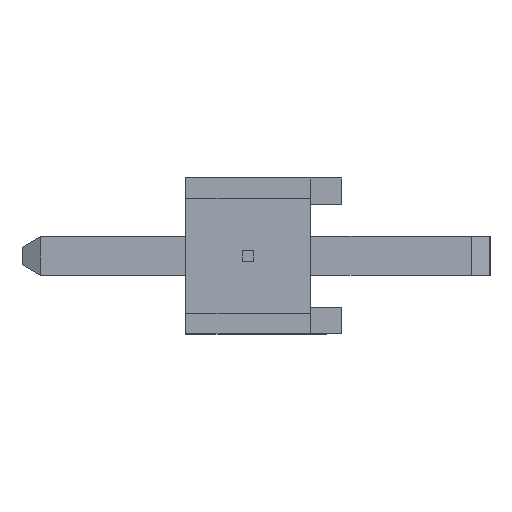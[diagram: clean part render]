
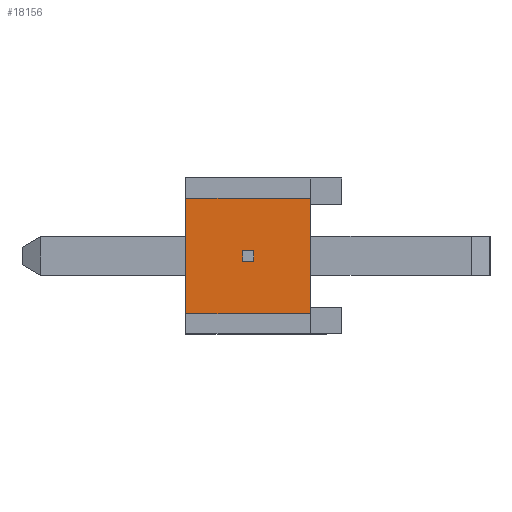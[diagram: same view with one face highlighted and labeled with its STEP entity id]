
A CAD part, left-side view. The second image highlights one B-rep face of the part: STEP entity #18156.
In plain terms, the highlighted planar face has unit normal (-1, 0, 0).
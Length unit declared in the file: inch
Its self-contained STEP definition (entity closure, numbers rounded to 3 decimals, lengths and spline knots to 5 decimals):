
#2247=ORIENTED_EDGE('',*,*,#6809,.F.);
#2248=ORIENTED_EDGE('',*,*,#6810,.F.);
#2249=ORIENTED_EDGE('',*,*,#6811,.F.);
#2250=ORIENTED_EDGE('',*,*,#6812,.F.);
#2251=ORIENTED_EDGE('',*,*,#6813,.F.);
#2252=ORIENTED_EDGE('',*,*,#6814,.F.);
#2253=ORIENTED_EDGE('',*,*,#6815,.F.);
#2254=ORIENTED_EDGE('',*,*,#6816,.F.);
#6809=EDGE_CURVE('',#8877,#8878,#11003,.T.);
#6810=EDGE_CURVE('',#8879,#8877,#11004,.T.);
#6811=EDGE_CURVE('',#8880,#8879,#11005,.T.);
#6812=EDGE_CURVE('',#8878,#8880,#11006,.T.);
#6813=EDGE_CURVE('',#8881,#8882,#11007,.T.);
#6814=EDGE_CURVE('',#8883,#8881,#11008,.T.);
#6815=EDGE_CURVE('',#8884,#8883,#11009,.T.);
#6816=EDGE_CURVE('',#8882,#8884,#11010,.T.);
#8877=VERTEX_POINT('',#27533);
#8878=VERTEX_POINT('',#27534);
#8879=VERTEX_POINT('',#27536);
#8880=VERTEX_POINT('',#27538);
#8881=VERTEX_POINT('',#27541);
#8882=VERTEX_POINT('',#27542);
#8883=VERTEX_POINT('',#27544);
#8884=VERTEX_POINT('',#27546);
#11003=LINE('',#27532,#13581);
#11004=LINE('',#27535,#13582);
#11005=LINE('',#27537,#13583);
#11006=LINE('',#27539,#13584);
#11007=LINE('',#27540,#13585);
#11008=LINE('',#27543,#13586);
#11009=LINE('',#27545,#13587);
#11010=LINE('',#27547,#13588);
#13581=VECTOR('',#22260,39.37008);
#13582=VECTOR('',#22261,39.37008);
#13583=VECTOR('',#22262,39.37008);
#13584=VECTOR('',#22263,39.37008);
#13585=VECTOR('',#22264,39.37008);
#13586=VECTOR('',#22265,39.37008);
#13587=VECTOR('',#22266,39.37008);
#13588=VECTOR('',#22267,39.37008);
#14973=EDGE_LOOP('',(#2247,#2248,#2249,#2250));
#14974=EDGE_LOOP('',(#2251,#2252,#2253,#2254));
#16061=FACE_BOUND('',#14973,.T.);
#16062=FACE_BOUND('',#14974,.T.);
#17149=PLANE('',#19189);
#18156=ADVANCED_FACE('',(#16061,#16062),#17149,.F.);
#19189=AXIS2_PLACEMENT_3D('',#27531,#22258,#22259);
#22258=DIRECTION('',(1.,0.,0.));
#22259=DIRECTION('',(0.,0.,-1.));
#22260=DIRECTION('',(0.,0.,-1.));
#22261=DIRECTION('',(0.,1.,0.));
#22262=DIRECTION('',(0.,0.,1.));
#22263=DIRECTION('',(0.,-1.,0.));
#22264=DIRECTION('',(0.,0.,-1.));
#22265=DIRECTION('',(0.,-1.,0.));
#22266=DIRECTION('',(0.,0.,1.));
#22267=DIRECTION('',(0.,1.,0.));
#27531=CARTESIAN_POINT('',(-0.992,0.,0.));
#27532=CARTESIAN_POINT('',(-0.992,0.06353,0.));
#27533=CARTESIAN_POINT('',(-0.992,0.06353,0.00339));
#27534=CARTESIAN_POINT('',(-0.992,0.06353,-0.00339));
#27535=CARTESIAN_POINT('',(-0.992,0.,0.00339));
#27536=CARTESIAN_POINT('',(-0.992,0.05647,0.00339));
#27537=CARTESIAN_POINT('',(-0.992,0.05647,0.));
#27538=CARTESIAN_POINT('',(-0.992,0.05647,-0.00339));
#27539=CARTESIAN_POINT('',(-0.992,0.,-0.00339));
#27540=CARTESIAN_POINT('',(-0.992,0.02,0.));
#27541=CARTESIAN_POINT('',(-0.992,0.02,0.037));
#27542=CARTESIAN_POINT('',(-0.992,0.02,-0.037));
#27543=CARTESIAN_POINT('',(-0.992,0.1,0.037));
#27544=CARTESIAN_POINT('',(-0.992,0.1,0.037));
#27545=CARTESIAN_POINT('',(-0.992,0.1,-0.037));
#27546=CARTESIAN_POINT('',(-0.992,0.1,-0.037));
#27547=CARTESIAN_POINT('',(-0.992,0.,-0.037));
